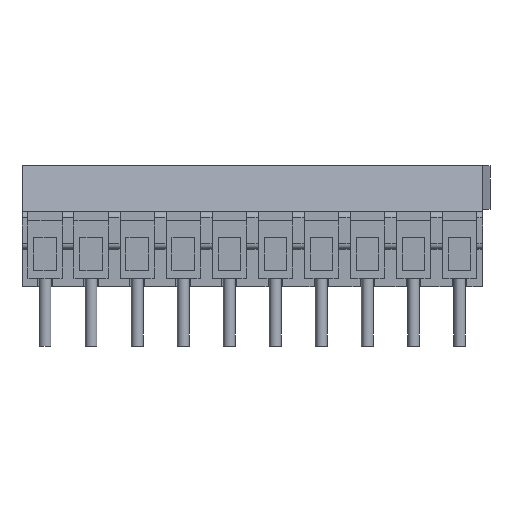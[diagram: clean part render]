
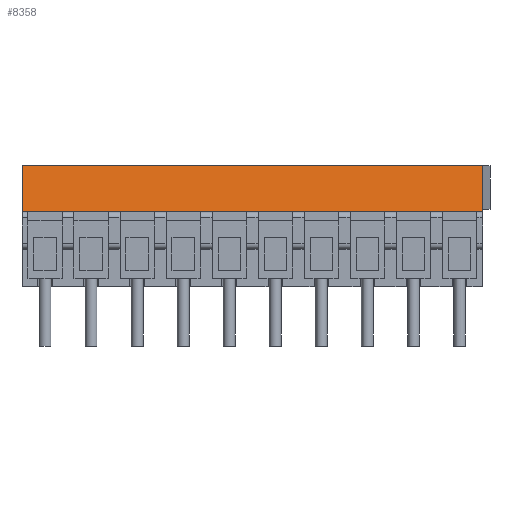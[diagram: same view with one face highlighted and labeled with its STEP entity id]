
A CAD part, front view. The second image highlights one B-rep face of the part: STEP entity #8358.
In plain terms, the highlighted planar face has unit normal (0, -0.985, 0.174).
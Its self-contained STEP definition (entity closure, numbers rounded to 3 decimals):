
#44 = PLANE('',#45);
#45 = AXIS2_PLACEMENT_3D('',#46,#47,#48);
#46 = CARTESIAN_POINT('',(-1.75,-0.574,4.593));
#47 = DIRECTION('',(-1.,-0.,-0.));
#48 = DIRECTION('',(0.,0.,-1.));
#1840 = PLANE('',#1841);
#1841 = AXIS2_PLACEMENT_3D('',#1842,#1843,#1844);
#1842 = CARTESIAN_POINT('',(33.25,-0.574,4.593));
#1843 = DIRECTION('',(1.,0.,0.));
#1844 = DIRECTION('',(0.,0.,1.));
#2024 = VERTEX_POINT('',#2025);
#2025 = CARTESIAN_POINT('',(-1.75,-3.45,5.7));
#2039 = PLANE('',#2040);
#2040 = AXIS2_PLACEMENT_3D('',#2041,#2042,#2043);
#2041 = CARTESIAN_POINT('',(15.75,-3.724,5.7));
#2042 = DIRECTION('',(0.,0.,1.));
#2043 = DIRECTION('',(0.,1.,0.));
#2051 = EDGE_CURVE('',#2052,#2024,#2054,.T.);
#2052 = VERTEX_POINT('',#2053);
#2053 = CARTESIAN_POINT('',(-1.75,-2.83,9.2));
#2054 = SURFACE_CURVE('',#2055,(#2059,#2066),.PCURVE_S1.);
#2055 = LINE('',#2056,#2057);
#2056 = CARTESIAN_POINT('',(-1.75,-2.83,9.2));
#2057 = VECTOR('',#2058,1.);
#2058 = DIRECTION('',(0.,-0.174,-0.985));
#2059 = PCURVE('',#44,#2060);
#2060 = DEFINITIONAL_REPRESENTATION('',(#2061),#2065);
#2061 = LINE('',#2062,#2063);
#2062 = CARTESIAN_POINT('',(-4.607,2.256));
#2063 = VECTOR('',#2064,1.);
#2064 = DIRECTION('',(0.985,0.174));
#2065 = ( GEOMETRIC_REPRESENTATION_CONTEXT(2)
PARAMETRIC_REPRESENTATION_CONTEXT() REPRESENTATION_CONTEXT('2D SPACE',''
) );
#2066 = PCURVE('',#2067,#2072);
#2067 = PLANE('',#2068);
#2068 = AXIS2_PLACEMENT_3D('',#2069,#2070,#2071);
#2069 = CARTESIAN_POINT('',(-1.75,-2.83,9.2));
#2070 = DIRECTION('',(0.,0.985,-0.174));
#2071 = DIRECTION('',(0.,-0.174,-0.985));
#2072 = DEFINITIONAL_REPRESENTATION('',(#2073),#2077);
#2073 = LINE('',#2074,#2075);
#2074 = CARTESIAN_POINT('',(0.,0.));
#2075 = VECTOR('',#2076,1.);
#2076 = DIRECTION('',(1.,0.));
#2077 = ( GEOMETRIC_REPRESENTATION_CONTEXT(2)
PARAMETRIC_REPRESENTATION_CONTEXT() REPRESENTATION_CONTEXT('2D SPACE',''
) );
#2095 = PLANE('',#2096);
#2096 = AXIS2_PLACEMENT_3D('',#2097,#2098,#2099);
#2097 = CARTESIAN_POINT('',(15.786,0.102,9.2));
#2098 = DIRECTION('',(0.,0.,1.));
#2099 = DIRECTION('',(0.,1.,0.));
#2695 = VERTEX_POINT('',#2696);
#2696 = CARTESIAN_POINT('',(33.25,-2.83,9.2));
#2717 = EDGE_CURVE('',#2695,#2718,#2720,.T.);
#2718 = VERTEX_POINT('',#2719);
#2719 = CARTESIAN_POINT('',(33.25,-3.45,5.7));
#2720 = SURFACE_CURVE('',#2721,(#2725,#2732),.PCURVE_S1.);
#2721 = LINE('',#2722,#2723);
#2722 = CARTESIAN_POINT('',(33.25,-2.83,9.2));
#2723 = VECTOR('',#2724,1.);
#2724 = DIRECTION('',(0.,-0.174,-0.985));
#2725 = PCURVE('',#1840,#2726);
#2726 = DEFINITIONAL_REPRESENTATION('',(#2727),#2731);
#2727 = LINE('',#2728,#2729);
#2728 = CARTESIAN_POINT('',(4.607,2.256));
#2729 = VECTOR('',#2730,1.);
#2730 = DIRECTION('',(-0.985,0.174));
#2731 = ( GEOMETRIC_REPRESENTATION_CONTEXT(2)
PARAMETRIC_REPRESENTATION_CONTEXT() REPRESENTATION_CONTEXT('2D SPACE',''
) );
#2732 = PCURVE('',#2067,#2733);
#2733 = DEFINITIONAL_REPRESENTATION('',(#2734),#2738);
#2734 = LINE('',#2735,#2736);
#2735 = CARTESIAN_POINT('',(0.,-35.));
#2736 = VECTOR('',#2737,1.);
#2737 = DIRECTION('',(1.,0.));
#2738 = ( GEOMETRIC_REPRESENTATION_CONTEXT(2)
PARAMETRIC_REPRESENTATION_CONTEXT() REPRESENTATION_CONTEXT('2D SPACE',''
) );
#7631 = EDGE_CURVE('',#2052,#2695,#7632,.T.);
#7632 = SURFACE_CURVE('',#7633,(#7637,#7644),.PCURVE_S1.);
#7633 = LINE('',#7634,#7635);
#7634 = CARTESIAN_POINT('',(-1.75,-2.83,9.2));
#7635 = VECTOR('',#7636,1.);
#7636 = DIRECTION('',(1.,0.,0.));
#7637 = PCURVE('',#2095,#7638);
#7638 = DEFINITIONAL_REPRESENTATION('',(#7639),#7643);
#7639 = LINE('',#7640,#7641);
#7640 = CARTESIAN_POINT('',(-2.932,17.536));
#7641 = VECTOR('',#7642,1.);
#7642 = DIRECTION('',(0.,-1.));
#7643 = ( GEOMETRIC_REPRESENTATION_CONTEXT(2)
PARAMETRIC_REPRESENTATION_CONTEXT() REPRESENTATION_CONTEXT('2D SPACE',''
) );
#7644 = PCURVE('',#2067,#7645);
#7645 = DEFINITIONAL_REPRESENTATION('',(#7646),#7650);
#7646 = LINE('',#7647,#7648);
#7647 = CARTESIAN_POINT('',(0.,0.));
#7648 = VECTOR('',#7649,1.);
#7649 = DIRECTION('',(0.,-1.));
#7650 = ( GEOMETRIC_REPRESENTATION_CONTEXT(2)
PARAMETRIC_REPRESENTATION_CONTEXT() REPRESENTATION_CONTEXT('2D SPACE',''
) );
#8358 = ADVANCED_FACE('',(#8359),#2067,.F.);
#8359 = FACE_BOUND('',#8360,.F.);
#8360 = EDGE_LOOP('',(#8361,#8362,#8363,#8384));
#8361 = ORIENTED_EDGE('',*,*,#7631,.T.);
#8362 = ORIENTED_EDGE('',*,*,#2717,.T.);
#8363 = ORIENTED_EDGE('',*,*,#8364,.F.);
#8364 = EDGE_CURVE('',#2024,#2718,#8365,.T.);
#8365 = SURFACE_CURVE('',#8366,(#8370,#8377),.PCURVE_S1.);
#8366 = LINE('',#8367,#8368);
#8367 = CARTESIAN_POINT('',(-1.75,-3.45,5.7));
#8368 = VECTOR('',#8369,1.);
#8369 = DIRECTION('',(1.,0.,0.));
#8370 = PCURVE('',#2067,#8371);
#8371 = DEFINITIONAL_REPRESENTATION('',(#8372),#8376);
#8372 = LINE('',#8373,#8374);
#8373 = CARTESIAN_POINT('',(3.554,0.));
#8374 = VECTOR('',#8375,1.);
#8375 = DIRECTION('',(0.,-1.));
#8376 = ( GEOMETRIC_REPRESENTATION_CONTEXT(2)
PARAMETRIC_REPRESENTATION_CONTEXT() REPRESENTATION_CONTEXT('2D SPACE',''
) );
#8377 = PCURVE('',#2039,#8378);
#8378 = DEFINITIONAL_REPRESENTATION('',(#8379),#8383);
#8379 = LINE('',#8380,#8381);
#8380 = CARTESIAN_POINT('',(0.274,17.5));
#8381 = VECTOR('',#8382,1.);
#8382 = DIRECTION('',(0.,-1.));
#8383 = ( GEOMETRIC_REPRESENTATION_CONTEXT(2)
PARAMETRIC_REPRESENTATION_CONTEXT() REPRESENTATION_CONTEXT('2D SPACE',''
) );
#8384 = ORIENTED_EDGE('',*,*,#2051,.F.);
